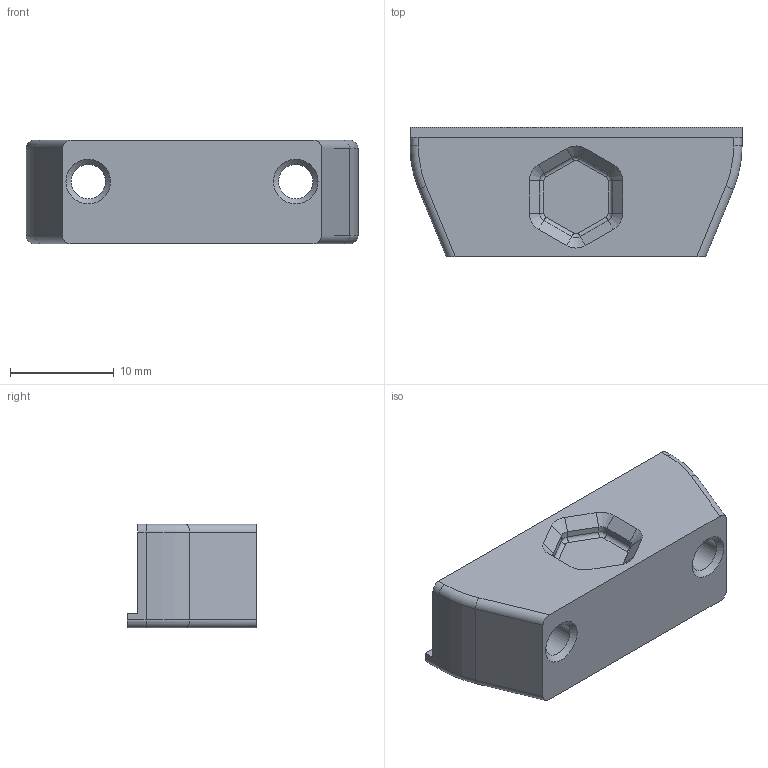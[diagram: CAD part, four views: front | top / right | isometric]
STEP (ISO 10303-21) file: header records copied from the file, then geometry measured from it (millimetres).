
FILE_DESCRIPTION(/* description */ (''),/* implementation_level */ '2;1');
FILE_NAME(/* name */ 'XY-SPACER_V01.step',/* time_stamp */ '2023-01-16T21:50:55+01:00',/* author */ (''),/* organization */ (''),/* preprocessor_version */ 'ST-DEVELOPER v19.2',/* originating_system */ 'Autodesk Translation Framework v11.17.0.187',/* authorisation */ '');
FILE_SCHEMA (('AUTOMOTIVE_DESIGN { 1 0 10303 214 3 1 1 }'));
Length unit declared in the file: millimetre
Products named in the file (1): XY-SPACER_V01_PR
Bounding box: 32 x 12.5 x 10 mm (x, y, z)
Volume: 3115.3 mm3; surface area: 1760.4 mm2
Topology: 1 solids, 1 shells, 67 faces, 160 edges, 96 vertices
Faces by surface type: cylinder 24, plane 23, cone 10, bspline 6, torus 4
Full cylindrical faces by diameter (mm): 3.3 x2
Entity records: 2002 total; most frequent: CARTESIAN_POINT 372, DIRECTION 356, ORIENTED_EDGE 320, EDGE_CURVE 160, AXIS2_PLACEMENT_3D 134, VERTEX_POINT 96, LINE 88, VECTOR 88
